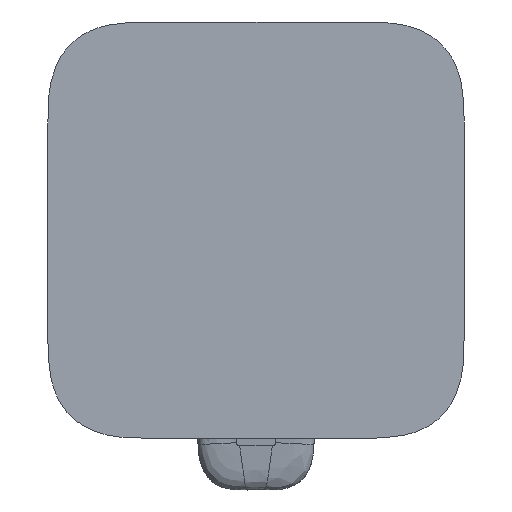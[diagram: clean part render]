
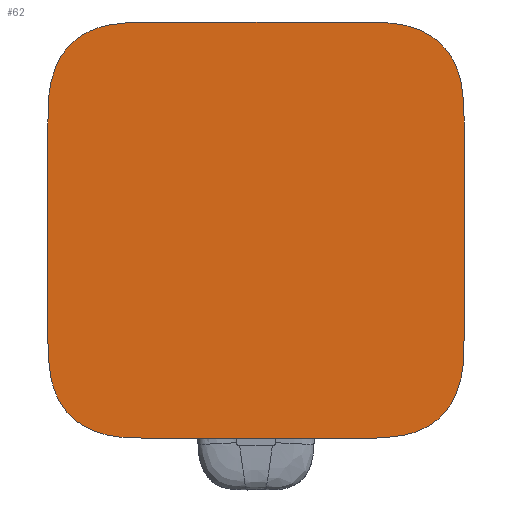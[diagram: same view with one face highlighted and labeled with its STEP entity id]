
A CAD part, left-side view. The second image highlights one B-rep face of the part: STEP entity #62.
In plain terms, the highlighted planar face has unit normal (-1, 0, 0).
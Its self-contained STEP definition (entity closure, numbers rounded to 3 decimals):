
#37=PLANE('',#6212);
#62=ADVANCED_FACE('extract',(#142),#37,.T.);
#142=FACE_OUTER_BOUND('',#1225,.T.);
#219=B_SPLINE_CURVE_WITH_KNOTS('',3,(#1603,#1604,#1605,#1606,#1607,#1608,#1609,#1610,#1611,#1612,#1613,#1614,#1584),.UNSPECIFIED.,.F.,.U.,(4,1,1,1,1,1,1,1,1,1,4),(0.,0.125,0.25,0.375,0.437,0.5,0.563,0.625,0.75,0.875,1.),.UNSPECIFIED.);
#222=B_SPLINE_CURVE_WITH_KNOTS('',3,(#1584,#1628,#1629,#1618,#1619),.UNSPECIFIED.,.F.,.U.,(4,1,4),(0.,0.5,1.),.UNSPECIFIED.);
#228=B_SPLINE_CURVE_WITH_KNOTS('',3,(#1728,#1729,#1730,#1719,#1603),.UNSPECIFIED.,.F.,.U.,(4,1,4),(0.,0.5,1.),.UNSPECIFIED.);
#229=B_SPLINE_CURVE_WITH_KNOTS('',3,(#1619,#1733,#1734,#1735,#1736,#1737,#1738,#1739,#1740,#1741,#1742,#1743,#1732),.UNSPECIFIED.,.F.,.U.,(4,1,1,1,1,1,1,1,1,1,4),(0.,0.125,0.25,0.375,0.437,0.5,0.563,0.625,0.75,0.875,1.),.UNSPECIFIED.);
#230=B_SPLINE_CURVE_WITH_KNOTS('',3,(#1744,#1745,#1746,#1747,#1748,#1749,#1750,#1751,#1752,#1753,#1754,#1755,#1728),.UNSPECIFIED.,.F.,.U.,(4,1,1,1,1,1,1,1,1,1,4),(0.,0.125,0.25,0.375,0.437,0.5,0.563,0.625,0.75,0.875,1.),.UNSPECIFIED.);
#231=B_SPLINE_CURVE_WITH_KNOTS('',3,(#1756,#1757,#1758,#1759,#1744),.UNSPECIFIED.,.F.,.U.,(4,1,4),(0.,0.5,1.),.UNSPECIFIED.);
#232=B_SPLINE_CURVE_WITH_KNOTS('',3,(#1760,#1761,#1762,#1763,#1764,#1765,#1766,#1767,#1768,#1769,#1770,#1771,#1756),.UNSPECIFIED.,.F.,.U.,(4,1,1,1,1,1,1,1,1,1,4),(0.,0.125,0.25,0.375,0.437,0.5,0.563,0.625,0.75,0.875,1.),.UNSPECIFIED.);
#233=B_SPLINE_CURVE_WITH_KNOTS('',3,(#1732,#1772,#1773,#1774,#1760),.UNSPECIFIED.,.F.,.U.,(4,1,4),(0.,0.5,1.),.UNSPECIFIED.);
#414=ORIENTED_EDGE('',*,*,#827,.F.);
#415=ORIENTED_EDGE('',*,*,#820,.F.);
#416=ORIENTED_EDGE('',*,*,#817,.F.);
#417=ORIENTED_EDGE('',*,*,#826,.F.);
#418=ORIENTED_EDGE('',*,*,#828,.F.);
#419=ORIENTED_EDGE('',*,*,#829,.F.);
#420=ORIENTED_EDGE('',*,*,#830,.F.);
#421=ORIENTED_EDGE('',*,*,#831,.F.);
#817=EDGE_CURVE('4',#1092,#1089,#219,.T.);
#820=EDGE_CURVE('7',#1089,#1093,#222,.T.);
#826=EDGE_CURVE('13',#1098,#1092,#228,.T.);
#827=EDGE_CURVE('14',#1093,#1099,#229,.T.);
#828=EDGE_CURVE('15',#1100,#1098,#230,.T.);
#829=EDGE_CURVE('16',#1101,#1100,#231,.T.);
#830=EDGE_CURVE('17',#1102,#1101,#232,.T.);
#831=EDGE_CURVE('18',#1099,#1102,#233,.T.);
#1089=VERTEX_POINT('1',#1584);
#1092=VERTEX_POINT('4',#1603);
#1093=VERTEX_POINT('5',#1619);
#1098=VERTEX_POINT('10',#1728);
#1099=VERTEX_POINT('11',#1732);
#1100=VERTEX_POINT('12',#1744);
#1101=VERTEX_POINT('13',#1756);
#1102=VERTEX_POINT('14',#1760);
#1225=EDGE_LOOP('',(#414,#415,#416,#417,#418,#419,#420,#421));
#1584=CARTESIAN_POINT('',(49.75,-40.617,-78.908));
#1603=CARTESIAN_POINT('',(49.75,-78.908,-40.617));
#1604=CARTESIAN_POINT('',(49.75,-78.897,-43.266));
#1605=CARTESIAN_POINT('',(49.75,-78.863,-48.564));
#1606=CARTESIAN_POINT('',(49.75,-77.931,-56.488));
#1607=CARTESIAN_POINT('',(49.75,-75.803,-62.85));
#1608=CARTESIAN_POINT('',(49.75,-73.052,-67.412));
#1609=CARTESIAN_POINT('',(49.75,-70.468,-70.468));
#1610=CARTESIAN_POINT('',(49.75,-67.412,-73.052));
#1611=CARTESIAN_POINT('',(49.75,-62.85,-75.803));
#1612=CARTESIAN_POINT('',(49.75,-56.488,-77.931));
#1613=CARTESIAN_POINT('',(49.75,-48.564,-78.863));
#1614=CARTESIAN_POINT('',(49.75,-43.266,-78.897));
#1618=CARTESIAN_POINT('',(49.75,27.078,-78.968));
#1619=CARTESIAN_POINT('',(49.75,40.617,-78.908));
#1628=CARTESIAN_POINT('',(49.75,-27.078,-78.968));
#1629=CARTESIAN_POINT('',(49.75,0.,-79.032));
#1719=CARTESIAN_POINT('',(49.75,-78.968,-27.078));
#1728=CARTESIAN_POINT('',(49.75,-78.908,40.617));
#1729=CARTESIAN_POINT('',(49.75,-78.968,27.078));
#1730=CARTESIAN_POINT('',(49.75,-79.032,0.));
#1731=CARTESIAN_POINT('',(49.75,79.532,-79.532));
#1732=CARTESIAN_POINT('',(49.75,78.908,-40.617));
#1733=CARTESIAN_POINT('',(49.75,43.266,-78.897));
#1734=CARTESIAN_POINT('',(49.75,48.564,-78.863));
#1735=CARTESIAN_POINT('',(49.75,56.488,-77.931));
#1736=CARTESIAN_POINT('',(49.75,62.85,-75.803));
#1737=CARTESIAN_POINT('',(49.75,67.412,-73.052));
#1738=CARTESIAN_POINT('',(49.75,70.468,-70.468));
#1739=CARTESIAN_POINT('',(49.75,73.052,-67.412));
#1740=CARTESIAN_POINT('',(49.75,75.803,-62.85));
#1741=CARTESIAN_POINT('',(49.75,77.931,-56.488));
#1742=CARTESIAN_POINT('',(49.75,78.863,-48.564));
#1743=CARTESIAN_POINT('',(49.75,78.897,-43.266));
#1744=CARTESIAN_POINT('',(49.75,-40.617,78.908));
#1745=CARTESIAN_POINT('',(49.75,-43.266,78.897));
#1746=CARTESIAN_POINT('',(49.75,-48.564,78.863));
#1747=CARTESIAN_POINT('',(49.75,-56.488,77.931));
#1748=CARTESIAN_POINT('',(49.75,-62.85,75.803));
#1749=CARTESIAN_POINT('',(49.75,-67.412,73.052));
#1750=CARTESIAN_POINT('',(49.75,-70.468,70.468));
#1751=CARTESIAN_POINT('',(49.75,-73.052,67.412));
#1752=CARTESIAN_POINT('',(49.75,-75.803,62.85));
#1753=CARTESIAN_POINT('',(49.75,-77.931,56.488));
#1754=CARTESIAN_POINT('',(49.75,-78.863,48.564));
#1755=CARTESIAN_POINT('',(49.75,-78.897,43.266));
#1756=CARTESIAN_POINT('',(49.75,40.617,78.908));
#1757=CARTESIAN_POINT('',(49.75,27.078,78.968));
#1758=CARTESIAN_POINT('',(49.75,0.,79.032));
#1759=CARTESIAN_POINT('',(49.75,-27.078,78.968));
#1760=CARTESIAN_POINT('',(49.75,78.908,40.617));
#1761=CARTESIAN_POINT('',(49.75,78.897,43.266));
#1762=CARTESIAN_POINT('',(49.75,78.863,48.564));
#1763=CARTESIAN_POINT('',(49.75,77.931,56.488));
#1764=CARTESIAN_POINT('',(49.75,75.803,62.85));
#1765=CARTESIAN_POINT('',(49.75,73.052,67.412));
#1766=CARTESIAN_POINT('',(49.75,70.468,70.468));
#1767=CARTESIAN_POINT('',(49.75,67.412,73.052));
#1768=CARTESIAN_POINT('',(49.75,62.85,75.803));
#1769=CARTESIAN_POINT('',(49.75,56.488,77.931));
#1770=CARTESIAN_POINT('',(49.75,48.564,78.863));
#1771=CARTESIAN_POINT('',(49.75,43.266,78.897));
#1772=CARTESIAN_POINT('',(49.75,78.968,-27.078));
#1773=CARTESIAN_POINT('',(49.75,79.032,0.));
#1774=CARTESIAN_POINT('',(49.75,78.968,27.078));
#6212=AXIS2_PLACEMENT_3D('',#1731,#6251,#6252);
#6251=DIRECTION('',(-1.,0.,0.));
#6252=DIRECTION('',(0.,-1.,0.));
